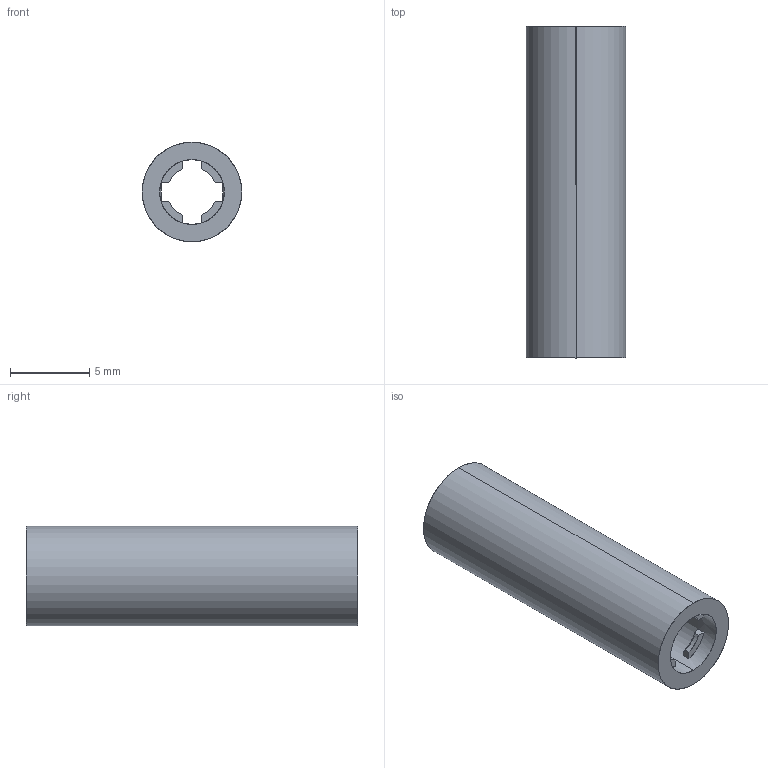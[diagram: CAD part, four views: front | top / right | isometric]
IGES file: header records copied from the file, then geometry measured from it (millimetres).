
Start section: SolidWorks IGES file using analytic representation for surfaces
Global section: file name: KWH3.5-21(ｫﾈ､皈ﾎ).IGS,; native system: SolidWorks 2012; preprocessor: SolidWorks 2012; author: RD; date: 140609.205937; units: millimetre
Bounding box: 6.3 x 21 x 6.3 mm (x, y, z)
Surface area: 728 mm2 (no closed solid volume)
Topology: 0 solids, 0 shells, 30 faces, 312 edges, 312 vertices
Faces by surface type: bspline 18, revolution 12
